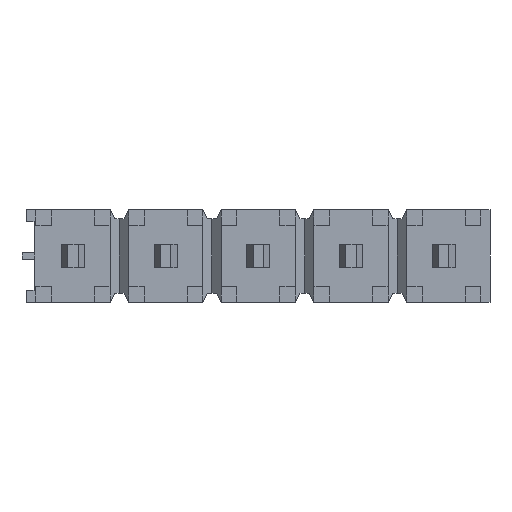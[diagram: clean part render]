
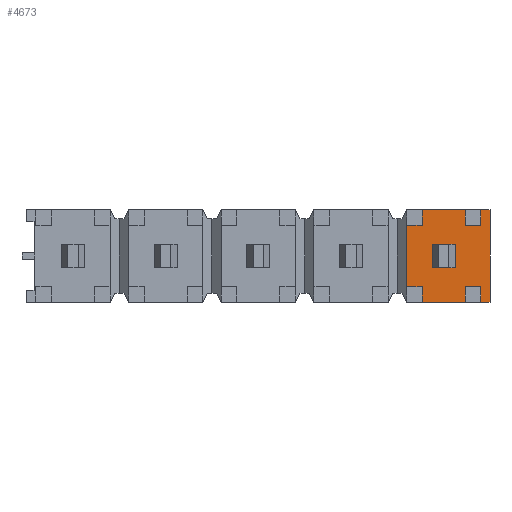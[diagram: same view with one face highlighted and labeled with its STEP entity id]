
A CAD part, front view. The second image highlights one B-rep face of the part: STEP entity #4673.
In plain terms, the highlighted planar face has unit normal (0, -1, 0).
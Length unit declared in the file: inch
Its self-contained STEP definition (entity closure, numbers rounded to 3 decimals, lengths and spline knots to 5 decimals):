
#683=ORIENTED_EDGE('',*,*,#1753,.T.);
#684=ORIENTED_EDGE('',*,*,#1470,.T.);
#685=ORIENTED_EDGE('',*,*,#1636,.T.);
#686=ORIENTED_EDGE('',*,*,#1771,.T.);
#687=ORIENTED_EDGE('',*,*,#1671,.F.);
#688=ORIENTED_EDGE('',*,*,#1466,.T.);
#689=ORIENTED_EDGE('',*,*,#1676,.T.);
#690=ORIENTED_EDGE('',*,*,#1772,.T.);
#691=ORIENTED_EDGE('',*,*,#1443,.F.);
#692=ORIENTED_EDGE('',*,*,#1773,.F.);
#693=ORIENTED_EDGE('',*,*,#1677,.T.);
#694=ORIENTED_EDGE('',*,*,#1551,.T.);
#695=ORIENTED_EDGE('',*,*,#1674,.F.);
#696=ORIENTED_EDGE('',*,*,#1774,.F.);
#697=ORIENTED_EDGE('',*,*,#1637,.T.);
#698=ORIENTED_EDGE('',*,*,#1547,.T.);
#699=ORIENTED_EDGE('',*,*,#1729,.F.);
#700=ORIENTED_EDGE('',*,*,#1686,.F.);
#701=ORIENTED_EDGE('',*,*,#1683,.F.);
#702=ORIENTED_EDGE('',*,*,#1680,.F.);
#1443=EDGE_CURVE('',#2094,#2088,#2517,.T.);
#1466=EDGE_CURVE('',#2113,#2112,#2540,.T.);
#1470=EDGE_CURVE('',#2117,#2116,#2544,.T.);
#1547=EDGE_CURVE('',#2166,#2165,#2621,.T.);
#1551=EDGE_CURVE('',#2170,#2169,#2625,.T.);
#1636=EDGE_CURVE('',#2116,#2215,#2710,.T.);
#1637=EDGE_CURVE('',#2216,#2166,#2711,.T.);
#1671=EDGE_CURVE('',#2113,#2233,#2745,.T.);
#1674=EDGE_CURVE('',#2234,#2169,#2748,.T.);
#1676=EDGE_CURVE('',#2112,#2235,#2750,.T.);
#1677=EDGE_CURVE('',#2236,#2170,#2751,.T.);
#1680=EDGE_CURVE('',#2238,#2239,#2754,.T.);
#1683=EDGE_CURVE('',#2239,#2241,#2757,.T.);
#1686=EDGE_CURVE('',#2241,#2243,#2760,.T.);
#1729=EDGE_CURVE('',#2243,#2238,#2803,.T.);
#1753=EDGE_CURVE('',#2165,#2117,#2827,.T.);
#1771=EDGE_CURVE('',#2215,#2233,#2845,.T.);
#1772=EDGE_CURVE('',#2235,#2088,#2846,.T.);
#1773=EDGE_CURVE('',#2236,#2094,#2847,.T.);
#1774=EDGE_CURVE('',#2216,#2234,#2848,.T.);
#2088=VERTEX_POINT('',#6459);
#2094=VERTEX_POINT('',#6471);
#2112=VERTEX_POINT('',#6515);
#2113=VERTEX_POINT('',#6517);
#2116=VERTEX_POINT('',#6523);
#2117=VERTEX_POINT('',#6525);
#2165=VERTEX_POINT('',#6657);
#2166=VERTEX_POINT('',#6659);
#2169=VERTEX_POINT('',#6665);
#2170=VERTEX_POINT('',#6667);
#2215=VERTEX_POINT('',#6835);
#2216=VERTEX_POINT('',#6839);
#2233=VERTEX_POINT('',#6907);
#2234=VERTEX_POINT('',#6911);
#2235=VERTEX_POINT('',#6915);
#2236=VERTEX_POINT('',#6919);
#2238=VERTEX_POINT('',#6924);
#2239=VERTEX_POINT('',#6926);
#2241=VERTEX_POINT('',#6932);
#2243=VERTEX_POINT('',#6938);
#2517=LINE('',#6472,#3175);
#2540=LINE('',#6516,#3198);
#2544=LINE('',#6524,#3202);
#2621=LINE('',#6658,#3279);
#2625=LINE('',#6666,#3283);
#2710=LINE('',#6836,#3368);
#2711=LINE('',#6838,#3369);
#2745=LINE('',#6906,#3403);
#2748=LINE('',#6912,#3406);
#2750=LINE('',#6916,#3408);
#2751=LINE('',#6918,#3409);
#2754=LINE('',#6925,#3412);
#2757=LINE('',#6931,#3415);
#2760=LINE('',#6937,#3418);
#2803=LINE('',#7027,#3461);
#2827=LINE('',#7071,#3485);
#2845=LINE('',#7107,#3503);
#2846=LINE('',#7108,#3504);
#2847=LINE('',#7109,#3505);
#2848=LINE('',#7110,#3506);
#3175=VECTOR('',#5220,39.37008);
#3198=VECTOR('',#5249,39.37008);
#3202=VECTOR('',#5253,39.37008);
#3279=VECTOR('',#5346,39.37008);
#3283=VECTOR('',#5350,39.37008);
#3368=VECTOR('',#5513,39.37008);
#3369=VECTOR('',#5516,39.37008);
#3403=VECTOR('',#5584,39.37008);
#3406=VECTOR('',#5589,39.37008);
#3408=VECTOR('',#5593,39.37008);
#3409=VECTOR('',#5596,39.37008);
#3412=VECTOR('',#5601,39.37008);
#3415=VECTOR('',#5606,39.37008);
#3418=VECTOR('',#5611,39.37008);
#3461=VECTOR('',#5680,39.37008);
#3485=VECTOR('',#5720,39.37008);
#3503=VECTOR('',#5766,39.37008);
#3504=VECTOR('',#5767,39.37008);
#3505=VECTOR('',#5768,39.37008);
#3506=VECTOR('',#5769,39.37008);
#3867=EDGE_LOOP('',(#683,#684,#685,#686,#687,#688,#689,#690,#691,#692,#693,
#694,#695,#696,#697,#698));
#3868=EDGE_LOOP('',(#699,#700,#701,#702));
#4145=FACE_BOUND('',#3867,.T.);
#4146=FACE_BOUND('',#3868,.T.);
#4416=PLANE('',#4956);
#4673=ADVANCED_FACE('',(#4145,#4146),#4416,.T.);
#4956=AXIS2_PLACEMENT_3D('',#7106,#5764,#5765);
#5220=DIRECTION('',(0.,0.,1.));
#5249=DIRECTION('',(-1.,0.,0.));
#5253=DIRECTION('',(-1.,0.,0.));
#5346=DIRECTION('',(1.,0.,0.));
#5350=DIRECTION('',(1.,0.,0.));
#5513=DIRECTION('',(0.,0.,-1.));
#5516=DIRECTION('',(0.,0.,-1.));
#5584=DIRECTION('',(0.,0.,-1.));
#5589=DIRECTION('',(0.,0.,-1.));
#5593=DIRECTION('',(0.,0.,-1.));
#5596=DIRECTION('',(0.,0.,-1.));
#5601=DIRECTION('',(1.,0.,0.));
#5606=DIRECTION('',(0.,0.,1.));
#5611=DIRECTION('',(-1.,0.,0.));
#5680=DIRECTION('',(0.,0.,-1.));
#5720=DIRECTION('',(0.,0.,1.));
#5764=DIRECTION('',(0.,-1.,0.));
#5765=DIRECTION('',(0.,0.,-1.));
#5766=DIRECTION('',(-1.,0.,0.));
#5767=DIRECTION('',(-1.,0.,0.));
#5768=DIRECTION('',(-1.,0.,0.));
#5769=DIRECTION('',(-1.,0.,0.));
#6459=CARTESIAN_POINT('',(0.16,0.02,0.033));
#6471=CARTESIAN_POINT('',(0.16,0.02,-0.033));
#6472=CARTESIAN_POINT('',(0.16,0.02,0.5));
#6515=CARTESIAN_POINT('',(0.17688,0.02,0.05));
#6516=CARTESIAN_POINT('',(-0.25,0.02,0.05));
#6517=CARTESIAN_POINT('',(0.22312,0.02,0.05));
#6523=CARTESIAN_POINT('',(0.24012,0.02,0.05));
#6524=CARTESIAN_POINT('',(-0.25,0.02,0.05));
#6525=CARTESIAN_POINT('',(0.25,0.02,0.05));
#6657=CARTESIAN_POINT('',(0.25,0.02,-0.05));
#6658=CARTESIAN_POINT('',(0.25,0.02,-0.05));
#6659=CARTESIAN_POINT('',(0.24012,0.02,-0.05));
#6665=CARTESIAN_POINT('',(0.22312,0.02,-0.05));
#6666=CARTESIAN_POINT('',(0.25,0.02,-0.05));
#6667=CARTESIAN_POINT('',(0.17688,0.02,-0.05));
#6835=CARTESIAN_POINT('',(0.24012,0.02,0.033));
#6836=CARTESIAN_POINT('',(0.24012,0.02,0.1));
#6838=CARTESIAN_POINT('',(0.24012,0.02,0.1));
#6839=CARTESIAN_POINT('',(0.24012,0.02,-0.033));
#6906=CARTESIAN_POINT('',(0.22312,0.02,0.1));
#6907=CARTESIAN_POINT('',(0.22312,0.02,0.033));
#6911=CARTESIAN_POINT('',(0.22312,0.02,-0.033));
#6912=CARTESIAN_POINT('',(0.22312,0.02,0.1));
#6915=CARTESIAN_POINT('',(0.17688,0.02,0.033));
#6916=CARTESIAN_POINT('',(0.17688,0.02,0.1));
#6918=CARTESIAN_POINT('',(0.17688,0.02,0.1));
#6919=CARTESIAN_POINT('',(0.17688,0.02,-0.033));
#6924=CARTESIAN_POINT('',(0.1875,0.02,-0.0125));
#6925=CARTESIAN_POINT('',(0.2125,0.02,-0.0125));
#6926=CARTESIAN_POINT('',(0.2125,0.02,-0.0125));
#6931=CARTESIAN_POINT('',(0.2125,0.02,0.0125));
#6932=CARTESIAN_POINT('',(0.2125,0.02,0.0125));
#6937=CARTESIAN_POINT('',(0.1875,0.02,0.0125));
#6938=CARTESIAN_POINT('',(0.1875,0.02,0.0125));
#7027=CARTESIAN_POINT('',(0.1875,0.02,-0.0125));
#7071=CARTESIAN_POINT('',(0.25,0.02,0.05));
#7106=CARTESIAN_POINT('',(0.28637,0.02,0.1));
#7107=CARTESIAN_POINT('',(0.5,0.02,0.033));
#7108=CARTESIAN_POINT('',(0.5,0.02,0.033));
#7109=CARTESIAN_POINT('',(0.5,0.02,-0.033));
#7110=CARTESIAN_POINT('',(0.5,0.02,-0.033));
